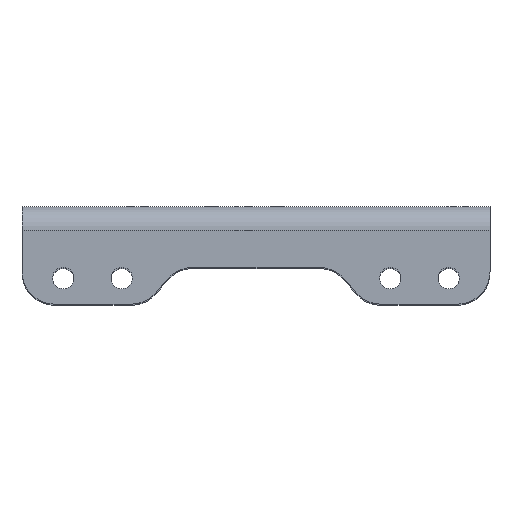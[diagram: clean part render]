
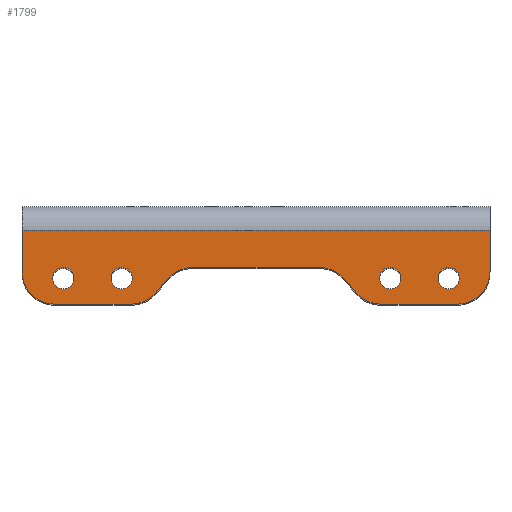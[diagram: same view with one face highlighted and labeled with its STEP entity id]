
A CAD part, top view. The second image highlights one B-rep face of the part: STEP entity #1799.
In plain terms, the highlighted planar face has unit normal (0, 0, 1).
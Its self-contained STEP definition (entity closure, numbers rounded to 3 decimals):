
#19=FACE_BOUND('',#214,.T.);
#20=FACE_BOUND('',#215,.T.);
#21=FACE_BOUND('',#216,.T.);
#22=FACE_BOUND('',#217,.T.);
#62=PLANE('',#1925);
#113=FACE_OUTER_BOUND('',#213,.T.);
#213=EDGE_LOOP('',(#1261,#1262,#1263,#1264,#1265,#1266,#1267,#1268,#1269,
#1270,#1271,#1272,#1273,#1274));
#214=EDGE_LOOP('',(#1275));
#215=EDGE_LOOP('',(#1276));
#216=EDGE_LOOP('',(#1277));
#217=EDGE_LOOP('',(#1278));
#359=LINE('',#2736,#525);
#362=LINE('',#2742,#528);
#363=LINE('',#2746,#529);
#364=LINE('',#2748,#530);
#365=LINE('',#2750,#531);
#366=LINE('',#2754,#532);
#367=LINE('',#2758,#533);
#368=LINE('',#2762,#534);
#525=VECTOR('',#2171,10.);
#528=VECTOR('',#2176,10.);
#529=VECTOR('',#2179,10.);
#530=VECTOR('',#2180,10.);
#531=VECTOR('',#2181,2.476);
#532=VECTOR('',#2184,10.);
#533=VECTOR('',#2187,10.);
#534=VECTOR('',#2190,10.);
#684=CIRCLE('',#1923,5.);
#685=CIRCLE('',#1926,5.);
#686=CIRCLE('',#1927,5.);
#687=CIRCLE('',#1928,5.);
#688=CIRCLE('',#1929,5.);
#689=CIRCLE('',#1930,5.);
#690=CIRCLE('',#1931,1.65);
#691=CIRCLE('',#1932,1.65);
#692=CIRCLE('',#1933,1.65);
#693=CIRCLE('',#1934,1.65);
#798=VERTEX_POINT('',#2729);
#799=VERTEX_POINT('',#2731);
#800=VERTEX_POINT('',#2735);
#802=VERTEX_POINT('',#2741);
#803=VERTEX_POINT('',#2743);
#804=VERTEX_POINT('',#2745);
#805=VERTEX_POINT('',#2747);
#806=VERTEX_POINT('',#2749);
#807=VERTEX_POINT('',#2751);
#808=VERTEX_POINT('',#2753);
#809=VERTEX_POINT('',#2755);
#810=VERTEX_POINT('',#2757);
#811=VERTEX_POINT('',#2759);
#812=VERTEX_POINT('',#2761);
#813=VERTEX_POINT('',#2764);
#814=VERTEX_POINT('',#2766);
#815=VERTEX_POINT('',#2768);
#816=VERTEX_POINT('',#2770);
#977=EDGE_CURVE('',#798,#799,#684,.T.);
#979=EDGE_CURVE('',#800,#799,#359,.T.);
#982=EDGE_CURVE('',#798,#802,#362,.T.);
#983=EDGE_CURVE('',#803,#802,#685,.T.);
#984=EDGE_CURVE('',#803,#804,#363,.T.);
#985=EDGE_CURVE('',#804,#805,#364,.T.);
#986=EDGE_CURVE('',#805,#806,#365,.T.);
#987=EDGE_CURVE('',#807,#806,#686,.T.);
#988=EDGE_CURVE('',#807,#808,#366,.T.);
#989=EDGE_CURVE('',#809,#808,#687,.T.);
#990=EDGE_CURVE('',#809,#810,#367,.T.);
#991=EDGE_CURVE('',#811,#810,#688,.T.);
#992=EDGE_CURVE('',#811,#812,#368,.T.);
#993=EDGE_CURVE('',#800,#812,#689,.T.);
#994=EDGE_CURVE('',#813,#813,#690,.T.);
#995=EDGE_CURVE('',#814,#814,#691,.T.);
#996=EDGE_CURVE('',#815,#815,#692,.T.);
#997=EDGE_CURVE('',#816,#816,#693,.T.);
#1261=ORIENTED_EDGE('',*,*,#977,.F.);
#1262=ORIENTED_EDGE('',*,*,#982,.T.);
#1263=ORIENTED_EDGE('',*,*,#983,.F.);
#1264=ORIENTED_EDGE('',*,*,#984,.T.);
#1265=ORIENTED_EDGE('',*,*,#985,.T.);
#1266=ORIENTED_EDGE('',*,*,#986,.T.);
#1267=ORIENTED_EDGE('',*,*,#987,.F.);
#1268=ORIENTED_EDGE('',*,*,#988,.T.);
#1269=ORIENTED_EDGE('',*,*,#989,.F.);
#1270=ORIENTED_EDGE('',*,*,#990,.T.);
#1271=ORIENTED_EDGE('',*,*,#991,.F.);
#1272=ORIENTED_EDGE('',*,*,#992,.T.);
#1273=ORIENTED_EDGE('',*,*,#993,.F.);
#1274=ORIENTED_EDGE('',*,*,#979,.T.);
#1275=ORIENTED_EDGE('',*,*,#994,.T.);
#1276=ORIENTED_EDGE('',*,*,#995,.T.);
#1277=ORIENTED_EDGE('',*,*,#996,.T.);
#1278=ORIENTED_EDGE('',*,*,#997,.T.);
#1799=ADVANCED_FACE('',(#113,#19,#20,#21,#22),#62,.T.);
#1923=AXIS2_PLACEMENT_3D('',#2732,#2166,#2167);
#1925=AXIS2_PLACEMENT_3D('',#2740,#2174,#2175);
#1926=AXIS2_PLACEMENT_3D('',#2744,#2177,#2178);
#1927=AXIS2_PLACEMENT_3D('',#2752,#2182,#2183);
#1928=AXIS2_PLACEMENT_3D('',#2756,#2185,#2186);
#1929=AXIS2_PLACEMENT_3D('',#2760,#2188,#2189);
#1930=AXIS2_PLACEMENT_3D('',#2763,#2191,#2192);
#1931=AXIS2_PLACEMENT_3D('',#2765,#2193,#2194);
#1932=AXIS2_PLACEMENT_3D('',#2767,#2195,#2196);
#1933=AXIS2_PLACEMENT_3D('',#2769,#2197,#2198);
#1934=AXIS2_PLACEMENT_3D('',#2771,#2199,#2200);
#2166=DIRECTION('center_axis',(0.,0.,-1.));
#2167=DIRECTION('ref_axis',(-0.414,-0.91,0.));
#2171=DIRECTION('',(0.658,-0.753,0.));
#2174=DIRECTION('center_axis',(0.,0.,1.));
#2175=DIRECTION('ref_axis',(0.,-1.,0.));
#2176=DIRECTION('',(1.,0.,0.));
#2177=DIRECTION('center_axis',(0.,0.,-1.));
#2178=DIRECTION('ref_axis',(0.707,-0.707,0.));
#2179=DIRECTION('',(0.,1.,0.));
#2180=DIRECTION('',(-1.,0.,0.));
#2181=DIRECTION('',(0.,-1.,0.));
#2182=DIRECTION('center_axis',(0.,0.,-1.));
#2183=DIRECTION('ref_axis',(-0.707,-0.707,0.));
#2184=DIRECTION('',(1.,0.,0.));
#2185=DIRECTION('center_axis',(0.,0.,-1.));
#2186=DIRECTION('ref_axis',(0.414,-0.91,0.));
#2187=DIRECTION('',(0.658,0.753,0.));
#2188=DIRECTION('center_axis',(0.,0.,1.));
#2189=DIRECTION('ref_axis',(-0.414,0.91,0.));
#2190=DIRECTION('',(1.,0.,0.));
#2191=DIRECTION('center_axis',(0.,0.,1.));
#2192=DIRECTION('ref_axis',(0.414,0.91,0.));
#2193=DIRECTION('center_axis',(0.,0.,-1.));
#2194=DIRECTION('ref_axis',(1.,0.,0.));
#2195=DIRECTION('center_axis',(0.,0.,-1.));
#2196=DIRECTION('ref_axis',(1.,0.,0.));
#2197=DIRECTION('center_axis',(0.,0.,-1.));
#2198=DIRECTION('ref_axis',(1.,0.,0.));
#2199=DIRECTION('center_axis',(0.,0.,-1.));
#2200=DIRECTION('ref_axis',(1.,0.,0.));
#2729=CARTESIAN_POINT('',(19.207,-12.94,52.5));
#2731=CARTESIAN_POINT('',(15.442,-11.23,52.5));
#2732=CARTESIAN_POINT('Origin',(19.207,-7.94,52.5));
#2735=CARTESIAN_POINT('',(13.494,-9.,52.5));
#2736=CARTESIAN_POINT('',(8.912,-3.756,52.5));
#2740=CARTESIAN_POINT('Origin',(0.,-5.31,
52.5));
#2741=CARTESIAN_POINT('',(31.,-12.94,52.5));
#2742=CARTESIAN_POINT('',(36.,-12.94,52.5));
#2743=CARTESIAN_POINT('',(36.,-7.94,52.5));
#2744=CARTESIAN_POINT('Origin',(31.,-7.94,52.5));
#2745=CARTESIAN_POINT('',(36.,-1.57,52.5));
#2746=CARTESIAN_POINT('',(36.,-1.57,52.5));
#2747=CARTESIAN_POINT('',(-36.,-1.57,52.5));
#2748=CARTESIAN_POINT('',(0.,-1.57,52.5));
#2749=CARTESIAN_POINT('',(-36.,-7.94,52.5));
#2750=CARTESIAN_POINT('',(-36.,6.21,52.5));
#2751=CARTESIAN_POINT('',(-31.,-12.94,52.5));
#2752=CARTESIAN_POINT('Origin',(-31.,-7.94,52.5));
#2753=CARTESIAN_POINT('',(-19.207,-12.94,52.5));
#2754=CARTESIAN_POINT('',(36.,-12.94,52.5));
#2755=CARTESIAN_POINT('',(-15.442,-11.23,52.5));
#2756=CARTESIAN_POINT('Origin',(-19.207,-7.94,52.5));
#2757=CARTESIAN_POINT('',(-13.494,-9.,52.5));
#2758=CARTESIAN_POINT('',(-11.38,-6.581,52.5));
#2759=CARTESIAN_POINT('',(-9.729,-7.29,52.5));
#2760=CARTESIAN_POINT('Origin',(-9.729,-12.29,52.5));
#2761=CARTESIAN_POINT('',(9.729,-7.29,52.5));
#2762=CARTESIAN_POINT('',(-6.,-7.29,52.5));
#2763=CARTESIAN_POINT('Origin',(9.729,-12.29,52.5));
#2764=CARTESIAN_POINT('',(28.005,-8.94,52.5));
#2765=CARTESIAN_POINT('Origin',(29.655,-8.94,52.5));
#2766=CARTESIAN_POINT('',(-31.305,-8.94,52.5));
#2767=CARTESIAN_POINT('Origin',(-29.655,-8.94,52.5));
#2768=CARTESIAN_POINT('',(19.005,-8.94,52.5));
#2769=CARTESIAN_POINT('Origin',(20.655,-8.94,52.5));
#2770=CARTESIAN_POINT('',(-22.305,-8.94,52.5));
#2771=CARTESIAN_POINT('Origin',(-20.655,-8.94,52.5));
